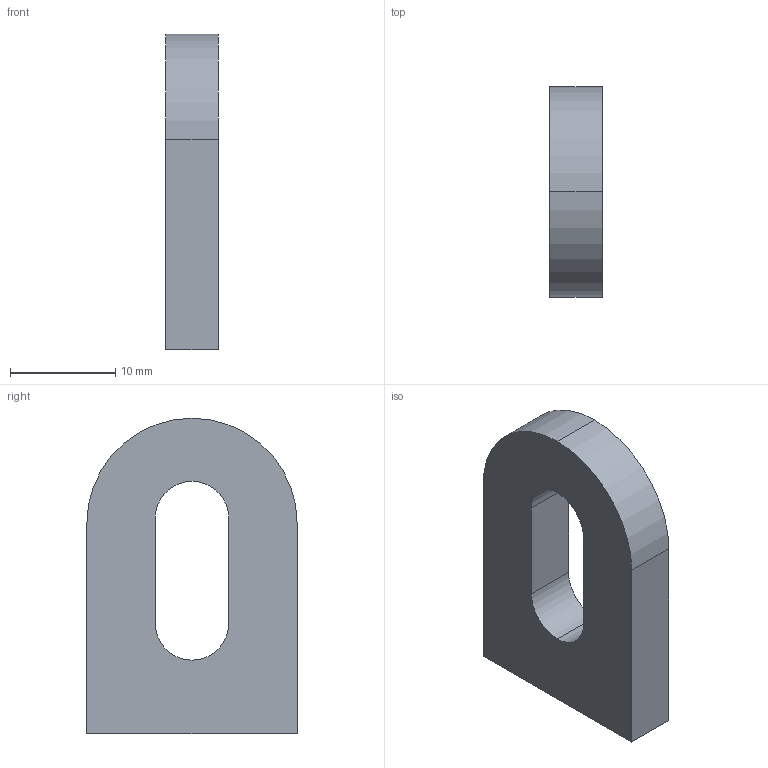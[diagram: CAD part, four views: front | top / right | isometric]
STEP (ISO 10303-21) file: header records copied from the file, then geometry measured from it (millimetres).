
FILE_DESCRIPTION (( 'STEP AP203' ), '1' );
FILE_NAME ('54117-ST.step', '2019-02-20T13:30:22', ( '' ), ( '' ), 'SwSTEP 2.0', 'SolidWorks 2015', '' );
FILE_SCHEMA (( 'CONFIG_CONTROL_DESIGN' ));
Length unit declared in the file: millimetre
Products named in the file (1): 54117-ST
Bounding box: 5 x 20 x 30 mm (x, y, z)
Volume: 2242.8 mm3; surface area: 1569.1 mm2
Topology: 1 solids, 1 shells, 208 faces, 558 edges, 372 vertices
Faces by surface type: plane 132, bspline 71, cylinder 5
Entity records: 9875 total; most frequent: CARTESIAN_POINT 5058, ORIENTED_EDGE 1116, DIRECTION 702, EDGE_CURVE 558, VECTOR 406, LINE 406, VERTEX_POINT 372, EDGE_LOOP 230
